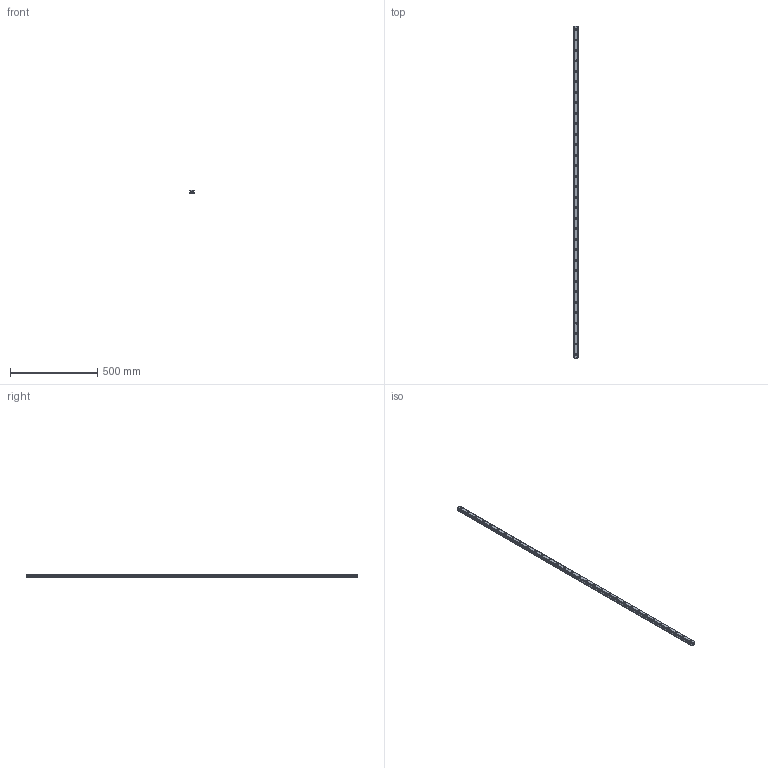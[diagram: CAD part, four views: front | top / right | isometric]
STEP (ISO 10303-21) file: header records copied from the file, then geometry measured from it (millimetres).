
FILE_DESCRIPTION(('STEP AP214'),'1');
FILE_NAME('cctmp_58F993C2-F746-4264-90D1-461BEF5F49F2_2020_5_28_10_50_20_617..stp','2020-05-28T08:50:20',('HIWIN GmbH'),('CADClick - www.CADClick.com'),'Spatial InterOp 3D',' ','unknown authorization');
FILE_SCHEMA(('AUTOMOTIVE_DESIGN'));
Length unit declared in the file: millimetre
Products named in the file (1): HGR25R1900H_FILE
Bounding box: 23 x 1900 x 22 mm (x, y, z)
Volume: 789479.1 mm3; surface area: 195713.7 mm2
Topology: 1 solids, 1 shells, 495 faces, 1275 edges, 850 vertices
Faces by surface type: plane 281, cylinder 214
Entity records: 19397 total; most frequent: DIRECTION 2951, CARTESIAN_POINT 2621, ORIENTED_EDGE 2550, EDGE_CURVE 1275, AXIS2_PLACEMENT_3D 1180, VERTEX_POINT 850, LINE 591, VECTOR 591
